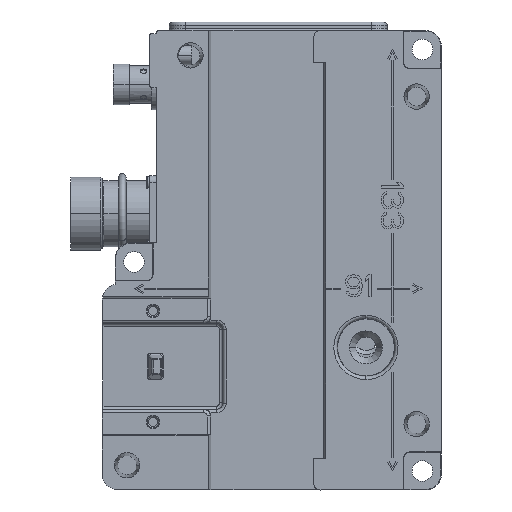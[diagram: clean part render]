
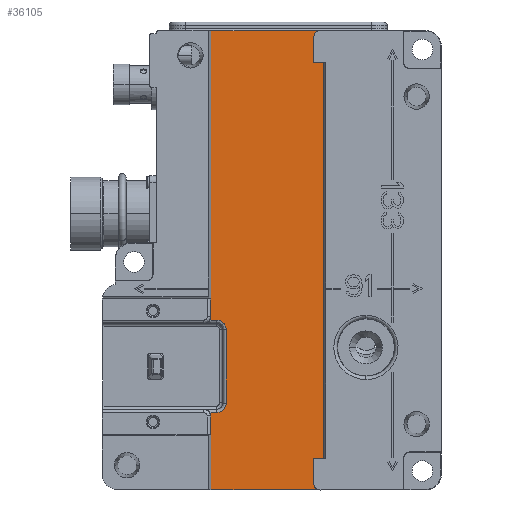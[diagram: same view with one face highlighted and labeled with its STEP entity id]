
A CAD part, front view. The second image highlights one B-rep face of the part: STEP entity #36105.
In plain terms, the highlighted planar face has unit normal (0, -1, 0).
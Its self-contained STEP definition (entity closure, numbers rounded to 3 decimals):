
#6621=DIRECTION('',(-1.,0.,0.));
#6622=VECTOR('',#6621,36.54);
#6623=CARTESIAN_POINT('',(70.79,-46.,-0.105));
#6624=LINE('',#6623,#6622);
#8254=DIRECTION('',(1.,0.,0.));
#8255=VECTOR('',#8254,36.54);
#8256=CARTESIAN_POINT('',(34.25,-46.,-144.895));
#8257=LINE('',#8256,#8255);
#8940=DIRECTION('',(-0.131,0.,-0.991));
#8941=VECTOR('',#8940,7.963);
#8942=CARTESIAN_POINT('',(70.79,-46.,-0.105));
#8943=LINE('',#8942,#8941);
#8947=DIRECTION('',(0.,0.,-1.));
#8948=VECTOR('',#8947,125.);
#8949=CARTESIAN_POINT('',(69.75,-46.,-10.));
#8950=LINE('',#8949,#8948);
#8954=DIRECTION('',(0.131,0.,-0.991));
#8955=VECTOR('',#8954,7.963);
#8956=CARTESIAN_POINT('',(69.75,-46.,-137.));
#8957=LINE('',#8956,#8955);
#8961=CARTESIAN_POINT('',(34.25,-46.,-121.604));
#8962=CARTESIAN_POINT('',(34.25,-46.,-121.236));
#8963=CARTESIAN_POINT('',(34.156,-46.,-120.895));
#8964=CARTESIAN_POINT('',(33.967,-46.,-120.579));
#8969=CARTESIAN_POINT('',(36.08,-46.,
-120.579));
#8970=CARTESIAN_POINT('',(36.349,-46.,
-120.579));
#8971=CARTESIAN_POINT('',(36.865,-46.,
-120.509));
#8972=CARTESIAN_POINT('',(37.599,-46.,
-120.206));
#8973=CARTESIAN_POINT('',(38.225,-46.,
-119.725));
#8974=CARTESIAN_POINT('',(38.706,-46.,
-119.099));
#8975=CARTESIAN_POINT('',(39.009,-46.,
-118.365));
#8976=CARTESIAN_POINT('',(39.079,-46.,
-117.849));
#8977=CARTESIAN_POINT('',(39.079,-46.,
-117.58));
#8982=CARTESIAN_POINT('',(39.079,-46.,
-94.42));
#8983=CARTESIAN_POINT('',(39.079,-46.,
-94.151));
#8984=CARTESIAN_POINT('',(39.009,-46.,
-93.635));
#8985=CARTESIAN_POINT('',(38.706,-46.,
-92.901));
#8986=CARTESIAN_POINT('',(38.225,-46.,
-92.275));
#8987=CARTESIAN_POINT('',(37.599,-46.,
-91.794));
#8988=CARTESIAN_POINT('',(36.865,-46.,
-91.491));
#8989=CARTESIAN_POINT('',(36.349,-46.,
-91.421));
#8990=CARTESIAN_POINT('',(36.08,-46.,
-91.421));
#8995=CARTESIAN_POINT('',(33.967,-46.,-91.421));
#8996=CARTESIAN_POINT('',(34.156,-46.,-91.105));
#8997=CARTESIAN_POINT('',(34.25,-46.,-90.764));
#8998=CARTESIAN_POINT('',(34.25,-46.,-90.396));
#9119=DIRECTION('',(0.,0.,1.));
#9120=VECTOR('',#9119,2.);
#9121=CARTESIAN_POINT('',(69.75,-46.,-10.));
#9122=LINE('',#9121,#9120);
#9140=DIRECTION('',(0.,0.,1.));
#9141=VECTOR('',#9140,2.);
#9142=CARTESIAN_POINT('',(69.75,-46.,-137.));
#9143=LINE('',#9142,#9141);
#9175=DIRECTION('',(0.,0.,-1.));
#9176=VECTOR('',#9175,23.291);
#9177=CARTESIAN_POINT('',(34.25,-46.,-121.604));
#9178=LINE('',#9177,#9176);
#9842=DIRECTION('',(1.,0.,0.));
#9843=VECTOR('',#9842,2.113);
#9844=CARTESIAN_POINT('',(33.967,-46.,-91.421));
#9845=LINE('',#9844,#9843);
#9884=DIRECTION('',(0.,0.,-1.));
#9885=VECTOR('',#9884,23.16);
#9886=CARTESIAN_POINT('',(39.079,-46.,
-94.42));
#9887=LINE('',#9886,#9885);
#9921=DIRECTION('',(-1.,0.,0.));
#9922=VECTOR('',#9921,2.113);
#9923=CARTESIAN_POINT('',(36.08,-46.,
-120.579));
#9924=LINE('',#9923,#9922);
#10450=DIRECTION('',(0.,0.,-1.));
#10451=VECTOR('',#10450,90.291);
#10452=CARTESIAN_POINT('',(34.25,-46.,-0.105));
#10453=LINE('',#10452,#10451);
#26163=VERTEX_POINT('',#8995);
#26164=VERTEX_POINT('',#8998);
#26166=CARTESIAN_POINT('',(70.79,-46.,-0.105));
#26167=CARTESIAN_POINT('',(34.25,-46.,-0.105));
#26168=VERTEX_POINT('',#26166);
#26169=VERTEX_POINT('',#26167);
#26170=CARTESIAN_POINT('',(69.75,-46.,-8.));
#26171=VERTEX_POINT('',#26170);
#26172=CARTESIAN_POINT('',(69.75,-46.,-10.));
#26173=VERTEX_POINT('',#26172);
#26174=CARTESIAN_POINT('',(69.75,-46.,-135.));
#26175=VERTEX_POINT('',#26174);
#26176=CARTESIAN_POINT('',(69.75,-46.,-137.));
#26177=VERTEX_POINT('',#26176);
#26178=CARTESIAN_POINT('',(70.79,-46.,-144.895));
#26179=VERTEX_POINT('',#26178);
#26180=CARTESIAN_POINT('',(34.25,-46.,-144.895));
#26181=VERTEX_POINT('',#26180);
#26182=CARTESIAN_POINT('',(34.25,-46.,-121.604));
#26183=VERTEX_POINT('',#26182);
#26184=VERTEX_POINT('',#8964);
#26185=CARTESIAN_POINT('',(36.08,-46.,
-120.579));
#26186=VERTEX_POINT('',#26185);
#26187=VERTEX_POINT('',#8977);
#26188=CARTESIAN_POINT('',(39.079,-46.,
-94.42));
#26189=VERTEX_POINT('',#26188);
#26190=VERTEX_POINT('',#8990);
#36069=CARTESIAN_POINT('',(69.75,-46.,0.));
#36070=DIRECTION('',(0.,1.,0.));
#36071=DIRECTION('',(-1.,0.,0.));
#36072=AXIS2_PLACEMENT_3D('',#36069,#36070,#36071);
#36073=PLANE('',#36072);
#36074=ORIENTED_EDGE('',*,*,#34226,.F.);
#36076=ORIENTED_EDGE('',*,*,#36075,.T.);
#36078=ORIENTED_EDGE('',*,*,#36077,.F.);
#36080=ORIENTED_EDGE('',*,*,#36079,.T.);
#36082=ORIENTED_EDGE('',*,*,#36081,.F.);
#36084=ORIENTED_EDGE('',*,*,#36083,.T.);
#36085=ORIENTED_EDGE('',*,*,#35285,.F.);
#36087=ORIENTED_EDGE('',*,*,#36086,.F.);
#36089=ORIENTED_EDGE('',*,*,#36088,.T.);
#36091=ORIENTED_EDGE('',*,*,#36090,.F.);
#36093=ORIENTED_EDGE('',*,*,#36092,.T.);
#36095=ORIENTED_EDGE('',*,*,#36094,.F.);
#36097=ORIENTED_EDGE('',*,*,#36096,.T.);
#36099=ORIENTED_EDGE('',*,*,#36098,.F.);
#36100=ORIENTED_EDGE('',*,*,#36057,.T.);
#36102=ORIENTED_EDGE('',*,*,#36101,.F.);
#36103=EDGE_LOOP('',(#36074,#36076,#36078,#36080,#36082,#36084,#36085,#36087,
#36089,#36091,#36093,#36095,#36097,#36099,#36100,#36102));
#36104=FACE_OUTER_BOUND('',#36103,.F.);
#36105=ADVANCED_FACE('',(#36104),#36073,.F.);
#8965=B_SPLINE_CURVE_WITH_KNOTS('',3,(#8961,#8962,#8963,#8964),.UNSPECIFIED.,
.F.,.F.,(4,4),(0.,1.),.UNSPECIFIED.);
#8978=B_SPLINE_CURVE_WITH_KNOTS('',3,(#8969,#8970,#8971,#8972,#8973,#8974,#8975,
#8976,#8977),.UNSPECIFIED.,.F.,.F.,(4,1,1,1,1,1,4),(0.,0.167,
0.333,0.5,0.667,0.833,1.),
.UNSPECIFIED.);
#8991=B_SPLINE_CURVE_WITH_KNOTS('',3,(#8982,#8983,#8984,#8985,#8986,#8987,#8988,
#8989,#8990),.UNSPECIFIED.,.F.,.F.,(4,1,1,1,1,1,4),(0.,0.167,
0.333,0.5,0.667,0.833,1.),
.UNSPECIFIED.);
#8999=B_SPLINE_CURVE_WITH_KNOTS('',3,(#8995,#8996,#8997,#8998),.UNSPECIFIED.,
.F.,.F.,(4,4),(0.,1.),.UNSPECIFIED.);
#34226=EDGE_CURVE('',#26168,#26169,#6624,.T.);
#35285=EDGE_CURVE('',#26181,#26179,#8257,.T.);
#36057=EDGE_CURVE('',#26163,#26164,#8999,.T.);
#36075=EDGE_CURVE('',#26168,#26171,#8943,.T.);
#36077=EDGE_CURVE('',#26173,#26171,#9122,.T.);
#36079=EDGE_CURVE('',#26173,#26175,#8950,.T.);
#36081=EDGE_CURVE('',#26177,#26175,#9143,.T.);
#36083=EDGE_CURVE('',#26177,#26179,#8957,.T.);
#36086=EDGE_CURVE('',#26183,#26181,#9178,.T.);
#36088=EDGE_CURVE('',#26183,#26184,#8965,.T.);
#36090=EDGE_CURVE('',#26186,#26184,#9924,.T.);
#36092=EDGE_CURVE('',#26186,#26187,#8978,.T.);
#36094=EDGE_CURVE('',#26189,#26187,#9887,.T.);
#36096=EDGE_CURVE('',#26189,#26190,#8991,.T.);
#36098=EDGE_CURVE('',#26163,#26190,#9845,.T.);
#36101=EDGE_CURVE('',#26169,#26164,#10453,.T.);
